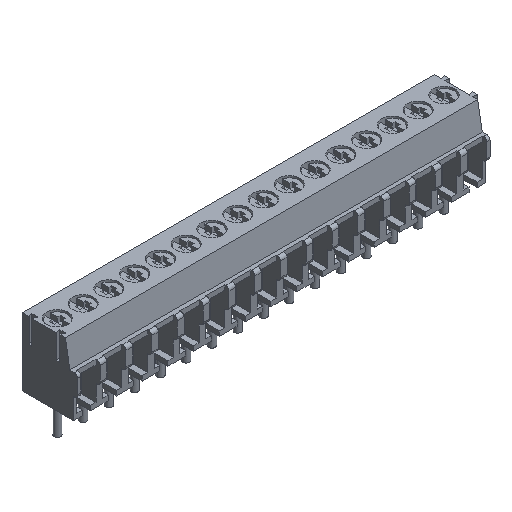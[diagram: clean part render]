
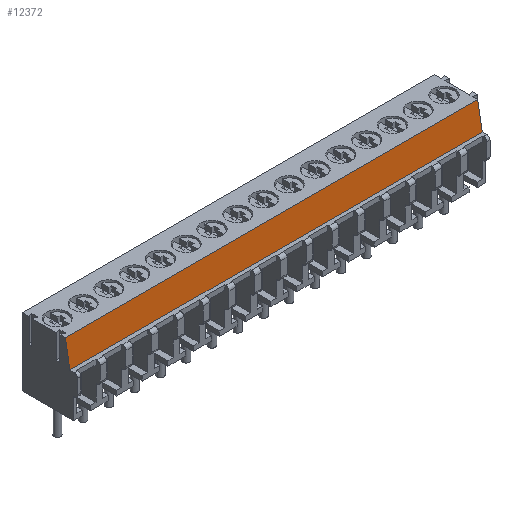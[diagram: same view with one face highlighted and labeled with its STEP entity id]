
A CAD part, isometric view. The second image highlights one B-rep face of the part: STEP entity #12372.
In plain terms, the highlighted planar face has unit normal (0, -0.985, 0.174).
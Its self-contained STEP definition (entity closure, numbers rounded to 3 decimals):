
#44 = PLANE('',#45);
#45 = AXIS2_PLACEMENT_3D('',#46,#47,#48);
#46 = CARTESIAN_POINT('',(-1.75,-0.574,4.593));
#47 = DIRECTION('',(-1.,-0.,-0.));
#48 = DIRECTION('',(0.,0.,-1.));
#2884 = PLANE('',#2885);
#2885 = AXIS2_PLACEMENT_3D('',#2886,#2887,#2888);
#2886 = CARTESIAN_POINT('',(54.25,-0.574,4.593));
#2887 = DIRECTION('',(1.,0.,0.));
#2888 = DIRECTION('',(0.,0.,1.));
#3068 = VERTEX_POINT('',#3069);
#3069 = CARTESIAN_POINT('',(-1.75,-3.45,5.7));
#3083 = PLANE('',#3084);
#3084 = AXIS2_PLACEMENT_3D('',#3085,#3086,#3087);
#3085 = CARTESIAN_POINT('',(26.25,-3.723,5.7));
#3086 = DIRECTION('',(0.,0.,1.));
#3087 = DIRECTION('',(0.,1.,0.));
#3095 = EDGE_CURVE('',#3096,#3068,#3098,.T.);
#3096 = VERTEX_POINT('',#3097);
#3097 = CARTESIAN_POINT('',(-1.75,-2.83,9.2));
#3098 = SURFACE_CURVE('',#3099,(#3103,#3110),.PCURVE_S1.);
#3099 = LINE('',#3100,#3101);
#3100 = CARTESIAN_POINT('',(-1.75,-2.83,9.2));
#3101 = VECTOR('',#3102,1.);
#3102 = DIRECTION('',(0.,-0.174,-0.985));
#3103 = PCURVE('',#44,#3104);
#3104 = DEFINITIONAL_REPRESENTATION('',(#3105),#3109);
#3105 = LINE('',#3106,#3107);
#3106 = CARTESIAN_POINT('',(-4.607,2.256));
#3107 = VECTOR('',#3108,1.);
#3108 = DIRECTION('',(0.985,0.174));
#3109 = ( GEOMETRIC_REPRESENTATION_CONTEXT(2)
PARAMETRIC_REPRESENTATION_CONTEXT() REPRESENTATION_CONTEXT('2D SPACE',''
) );
#3110 = PCURVE('',#3111,#3116);
#3111 = PLANE('',#3112);
#3112 = AXIS2_PLACEMENT_3D('',#3113,#3114,#3115);
#3113 = CARTESIAN_POINT('',(-1.75,-2.83,9.2));
#3114 = DIRECTION('',(0.,0.985,-0.174));
#3115 = DIRECTION('',(0.,-0.174,-0.985));
#3116 = DEFINITIONAL_REPRESENTATION('',(#3117),#3121);
#3117 = LINE('',#3118,#3119);
#3118 = CARTESIAN_POINT('',(0.,0.));
#3119 = VECTOR('',#3120,1.);
#3120 = DIRECTION('',(1.,0.));
#3121 = ( GEOMETRIC_REPRESENTATION_CONTEXT(2)
PARAMETRIC_REPRESENTATION_CONTEXT() REPRESENTATION_CONTEXT('2D SPACE',''
) );
#3139 = PLANE('',#3140);
#3140 = AXIS2_PLACEMENT_3D('',#3141,#3142,#3143);
#3141 = CARTESIAN_POINT('',(26.274,0.105,9.2));
#3142 = DIRECTION('',(0.,0.,1.));
#3143 = DIRECTION('',(0.,1.,0.));
#3739 = VERTEX_POINT('',#3740);
#3740 = CARTESIAN_POINT('',(54.25,-2.83,9.2));
#3761 = EDGE_CURVE('',#3739,#3762,#3764,.T.);
#3762 = VERTEX_POINT('',#3763);
#3763 = CARTESIAN_POINT('',(54.25,-3.45,5.7));
#3764 = SURFACE_CURVE('',#3765,(#3769,#3776),.PCURVE_S1.);
#3765 = LINE('',#3766,#3767);
#3766 = CARTESIAN_POINT('',(54.25,-2.83,9.2));
#3767 = VECTOR('',#3768,1.);
#3768 = DIRECTION('',(0.,-0.174,-0.985));
#3769 = PCURVE('',#2884,#3770);
#3770 = DEFINITIONAL_REPRESENTATION('',(#3771),#3775);
#3771 = LINE('',#3772,#3773);
#3772 = CARTESIAN_POINT('',(4.607,2.256));
#3773 = VECTOR('',#3774,1.);
#3774 = DIRECTION('',(-0.985,0.174));
#3775 = ( GEOMETRIC_REPRESENTATION_CONTEXT(2)
PARAMETRIC_REPRESENTATION_CONTEXT() REPRESENTATION_CONTEXT('2D SPACE',''
) );
#3776 = PCURVE('',#3111,#3777);
#3777 = DEFINITIONAL_REPRESENTATION('',(#3778),#3782);
#3778 = LINE('',#3779,#3780);
#3779 = CARTESIAN_POINT('',(0.,-56.));
#3780 = VECTOR('',#3781,1.);
#3781 = DIRECTION('',(1.,0.));
#3782 = ( GEOMETRIC_REPRESENTATION_CONTEXT(2)
PARAMETRIC_REPRESENTATION_CONTEXT() REPRESENTATION_CONTEXT('2D SPACE',''
) );
#11459 = EDGE_CURVE('',#3096,#3739,#11460,.T.);
#11460 = SURFACE_CURVE('',#11461,(#11465,#11472),.PCURVE_S1.);
#11461 = LINE('',#11462,#11463);
#11462 = CARTESIAN_POINT('',(-1.75,-2.83,9.2));
#11463 = VECTOR('',#11464,1.);
#11464 = DIRECTION('',(1.,0.,0.));
#11465 = PCURVE('',#3139,#11466);
#11466 = DEFINITIONAL_REPRESENTATION('',(#11467),#11471);
#11467 = LINE('',#11468,#11469);
#11468 = CARTESIAN_POINT('',(-2.935,28.024));
#11469 = VECTOR('',#11470,1.);
#11470 = DIRECTION('',(0.,-1.));
#11471 = ( GEOMETRIC_REPRESENTATION_CONTEXT(2)
PARAMETRIC_REPRESENTATION_CONTEXT() REPRESENTATION_CONTEXT('2D SPACE',''
) );
#11472 = PCURVE('',#3111,#11473);
#11473 = DEFINITIONAL_REPRESENTATION('',(#11474),#11478);
#11474 = LINE('',#11475,#11476);
#11475 = CARTESIAN_POINT('',(0.,0.));
#11476 = VECTOR('',#11477,1.);
#11477 = DIRECTION('',(0.,-1.));
#11478 = ( GEOMETRIC_REPRESENTATION_CONTEXT(2)
PARAMETRIC_REPRESENTATION_CONTEXT() REPRESENTATION_CONTEXT('2D SPACE',''
) );
#12372 = ADVANCED_FACE('',(#12373),#3111,.F.);
#12373 = FACE_BOUND('',#12374,.F.);
#12374 = EDGE_LOOP('',(#12375,#12376,#12377,#12398));
#12375 = ORIENTED_EDGE('',*,*,#11459,.T.);
#12376 = ORIENTED_EDGE('',*,*,#3761,.T.);
#12377 = ORIENTED_EDGE('',*,*,#12378,.F.);
#12378 = EDGE_CURVE('',#3068,#3762,#12379,.T.);
#12379 = SURFACE_CURVE('',#12380,(#12384,#12391),.PCURVE_S1.);
#12380 = LINE('',#12381,#12382);
#12381 = CARTESIAN_POINT('',(-1.75,-3.45,5.7));
#12382 = VECTOR('',#12383,1.);
#12383 = DIRECTION('',(1.,0.,0.));
#12384 = PCURVE('',#3111,#12385);
#12385 = DEFINITIONAL_REPRESENTATION('',(#12386),#12390);
#12386 = LINE('',#12387,#12388);
#12387 = CARTESIAN_POINT('',(3.554,0.));
#12388 = VECTOR('',#12389,1.);
#12389 = DIRECTION('',(0.,-1.));
#12390 = ( GEOMETRIC_REPRESENTATION_CONTEXT(2)
PARAMETRIC_REPRESENTATION_CONTEXT() REPRESENTATION_CONTEXT('2D SPACE',''
) );
#12391 = PCURVE('',#3083,#12392);
#12392 = DEFINITIONAL_REPRESENTATION('',(#12393),#12397);
#12393 = LINE('',#12394,#12395);
#12394 = CARTESIAN_POINT('',(0.273,28.));
#12395 = VECTOR('',#12396,1.);
#12396 = DIRECTION('',(0.,-1.));
#12397 = ( GEOMETRIC_REPRESENTATION_CONTEXT(2)
PARAMETRIC_REPRESENTATION_CONTEXT() REPRESENTATION_CONTEXT('2D SPACE',''
) );
#12398 = ORIENTED_EDGE('',*,*,#3095,.F.);
